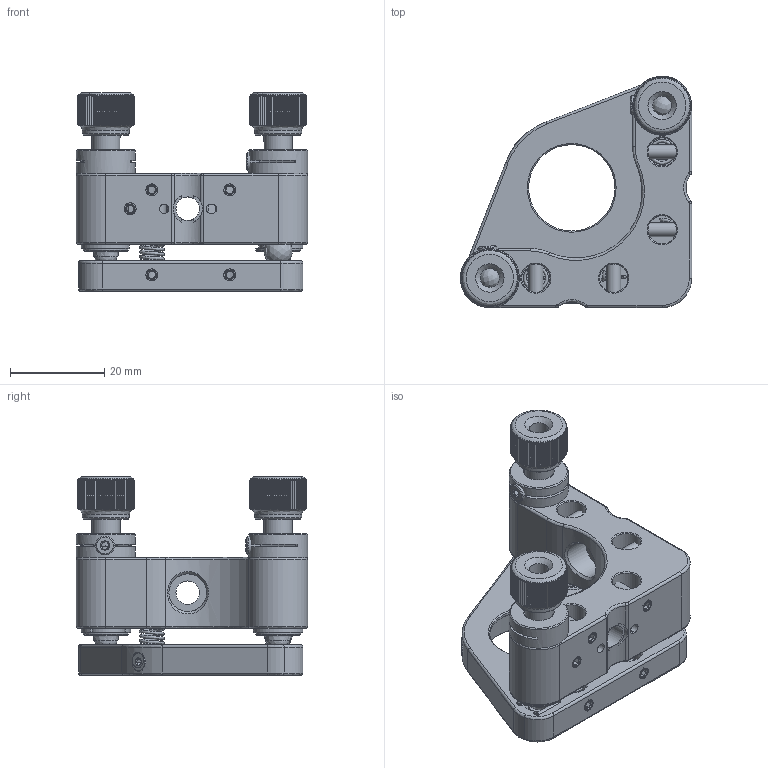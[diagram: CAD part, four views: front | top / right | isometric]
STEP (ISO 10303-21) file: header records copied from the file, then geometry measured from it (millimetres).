
FILE_DESCRIPTION (( 'STEP AP203' ), '1' );
FILE_NAME ('519856.STEP', '2025-07-04T03:25:09', ( 'Windows User' ), ( 'P R C' ), 'SwSTEP 2.0', 'SolidWorks 2020', '' );
FILE_SCHEMA (( 'CONFIG_CONTROL_DESIGN' ));
Length unit declared in the file: millimetre
Products named in the file (1): 519856
Bounding box: 49 x 49 x 42.1 mm (x, y, z)
Surface area: 16828.6 mm2 (no closed solid volume)
Topology: 0 solids, 55 shells, 858 faces, 2520 edges, 1692 vertices
Faces by surface type: plane 456, cylinder 265, cone 72, bspline 65
Full cylindrical faces by diameter (mm): 1.5 x4, 2 x2, 3 x8, 3.3 x1, 4 x5, 4.6 x2, 5 x2, 6 x10, 8 x3, 9.5 x4, 10 x2, 12.5 x2, 18.3 x1
Entity records: 44192 total; most frequent: CARTESIAN_POINT 23817, ORIENTED_EDGE 4346, DIRECTION 3672, EDGE_CURVE 2313, VERTEX_POINT 1617, AXIS2_PLACEMENT_3D 1436, EDGE_LOOP 1054, FACE_OUTER_BOUND 909
